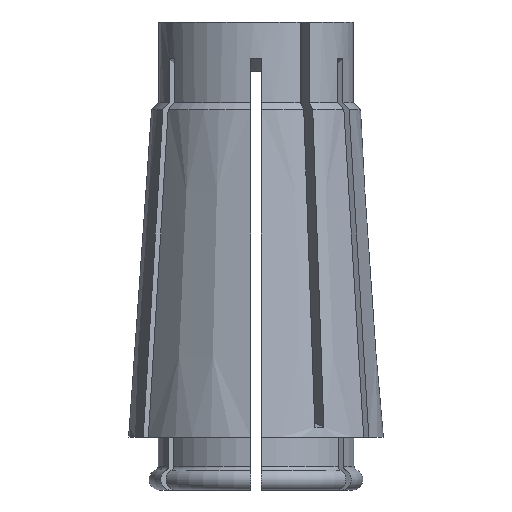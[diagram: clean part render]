
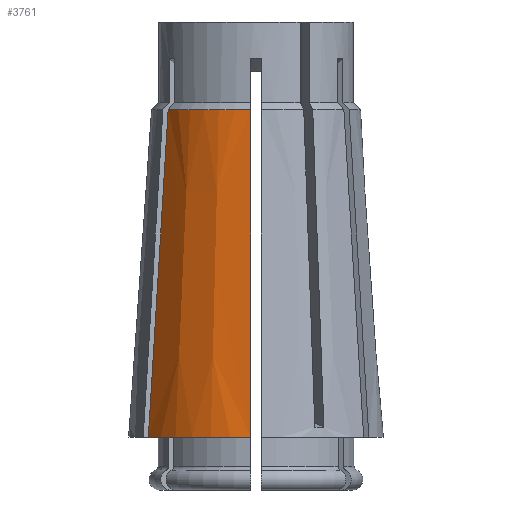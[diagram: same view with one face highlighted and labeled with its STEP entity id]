
A CAD part, front view. The second image highlights one B-rep face of the part: STEP entity #3761.
In plain terms, the highlighted conical face has half-angle 4 degrees and reference radius 12.28 mm.
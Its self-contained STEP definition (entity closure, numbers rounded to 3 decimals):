
#236 = CARTESIAN_POINT ( 'NONE',  ( -0.5, -10.063, -8.476 ) ) ;
#452 = CARTESIAN_POINT ( 'NONE',  ( -8.465, -5.465, -8.476 ) ) ;
#457 = VERTEX_POINT ( 'NONE', #1365 ) ;
#461 = B_SPLINE_CURVE_WITH_KNOTS ( 'NONE', 3,
 ( #1087, #499, #3474, #3217, #540, #2032, #3772, #1145, #2923, #236 ),
 .UNSPECIFIED., .F., .F.,
 ( 4, 3, 3, 4 ),
 ( 0.018, 0.022, 0.045, 0.05 ),
 .UNSPECIFIED. ) ;
#475 = CIRCLE ( 'NONE', #2622, 12.28 ) ;
#499 = CARTESIAN_POINT ( 'NONE',  ( -0.5, -12.174, -38.627 ) ) ;
#540 = CARTESIAN_POINT ( 'NONE',  ( -0.5, -11.46, -28.425 ) ) ;
#682 = CARTESIAN_POINT ( 'NONE',  ( -10.376, -6.568, -40. ) ) ;
#696 = CARTESIAN_POINT ( 'NONE',  ( 0., 0., -8.476 ) ) ;
#716 = CARTESIAN_POINT ( 'NONE',  ( -0.5, -12.27, -40. ) ) ;
#777 = CONICAL_SURFACE ( 'NONE', #1553, 12.28, 0.07 ) ;
#821 = CARTESIAN_POINT ( 'NONE',  ( 0., 0., -40. ) ) ;
#957 = DIRECTION ( 'NONE',  ( 1., 0., 0. ) ) ;
#1061 = VERTEX_POINT ( 'NONE', #452 ) ;
#1087 = CARTESIAN_POINT ( 'NONE',  ( -0.5, -12.27, -40. ) ) ;
#1145 = CARTESIAN_POINT ( 'NONE',  ( -0.5, -10.299, -11.835 ) ) ;
#1257 = CARTESIAN_POINT ( 'NONE',  ( 0., 0., -40. ) ) ;
#1282 = CARTESIAN_POINT ( 'NONE',  ( -8.814, -5.666, -14.224 ) ) ;
#1288 = DIRECTION ( 'NONE',  ( 0., 0., 1. ) ) ;
#1365 = CARTESIAN_POINT ( 'NONE',  ( -0.5, -10.063, -8.476 ) ) ;
#1457 = EDGE_CURVE ( 'NONE', #1061, #457, #3470, .T. ) ;
#1544 = DIRECTION ( 'NONE',  ( 0., 0., -1. ) ) ;
#1550 = CARTESIAN_POINT ( 'NONE',  ( -10.376, -6.568, -40. ) ) ;
#1553 = AXIS2_PLACEMENT_3D ( 'NONE', #1257, #1544, #2117 ) ;
#1609 = EDGE_CURVE ( 'NONE', #3669, #2313, #475, .T. ) ;
#1668 = DIRECTION ( 'NONE',  ( 1., 0., 0. ) ) ;
#1907 = EDGE_LOOP ( 'NONE', ( #3230, #3013, #3041, #2333 ) ) ;
#2032 = CARTESIAN_POINT ( 'NONE',  ( -0.5, -10.938, -20.97 ) ) ;
#2117 = DIRECTION ( 'NONE',  ( -1., 0., 0. ) ) ;
#2154 = AXIS2_PLACEMENT_3D ( 'NONE', #696, #1288, #957 ) ;
#2241 = EDGE_CURVE ( 'NONE', #3669, #1061, #3562, .T. ) ;
#2244 = CARTESIAN_POINT ( 'NONE',  ( -8.639, -5.565, -11.35 ) ) ;
#2313 = VERTEX_POINT ( 'NONE', #716 ) ;
#2333 = ORIENTED_EDGE ( 'NONE', *, *, #1457, .F. ) ;
#2622 = AXIS2_PLACEMENT_3D ( 'NONE', #821, #3447, #1668 ) ;
#2741 = CARTESIAN_POINT ( 'NONE',  ( -8.988, -5.766, -17.097 ) ) ;
#2814 = EDGE_CURVE ( 'NONE', #2313, #457, #461, .T. ) ;
#2815 = CARTESIAN_POINT ( 'NONE',  ( -8.465, -5.465, -8.476 ) ) ;
#2923 = CARTESIAN_POINT ( 'NONE',  ( -0.5, -10.181, -10.156 ) ) ;
#3013 = ORIENTED_EDGE ( 'NONE', *, *, #1609, .T. ) ;
#3041 = ORIENTED_EDGE ( 'NONE', *, *, #2814, .T. ) ;
#3052 = CARTESIAN_POINT ( 'NONE',  ( -9.913, -6.301, -32.366 ) ) ;
#3088 = FACE_OUTER_BOUND ( 'NONE', #1907, .T. ) ;
#3217 = CARTESIAN_POINT ( 'NONE',  ( -0.5, -11.982, -35.881 ) ) ;
#3230 = ORIENTED_EDGE ( 'NONE', *, *, #2241, .F. ) ;
#3447 = DIRECTION ( 'NONE',  ( 0., 0., 1. ) ) ;
#3470 = CIRCLE ( 'NONE', #2154, 10.076 ) ;
#3474 = CARTESIAN_POINT ( 'NONE',  ( -0.5, -12.078, -37.254 ) ) ;
#3562 = B_SPLINE_CURVE_WITH_KNOTS ( 'NONE', 3,
 ( #1550, #3052, #3625, #2741, #1282, #2244, #2815 ),
 .UNSPECIFIED., .F., .F.,
 ( 4, 3, 4 ),
 ( 0., 0.023, 0.032 ),
 .UNSPECIFIED. ) ;
#3625 = CARTESIAN_POINT ( 'NONE',  ( -9.451, -6.034, -24.732 ) ) ;
#3669 = VERTEX_POINT ( 'NONE', #682 ) ;
#3761 = ADVANCED_FACE ( 'NONE', ( #3088 ), #777, .T. ) ;
#3772 = CARTESIAN_POINT ( 'NONE',  ( -0.5, -10.416, -13.515 ) ) ;
